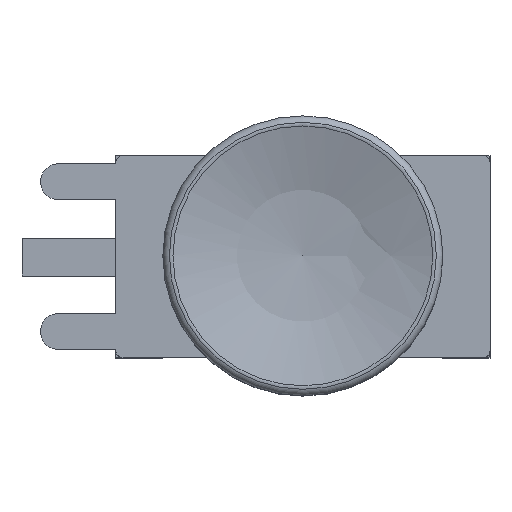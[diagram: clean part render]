
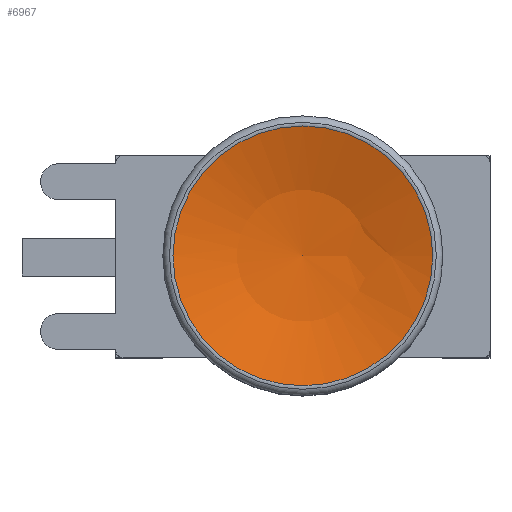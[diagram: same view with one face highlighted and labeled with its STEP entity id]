
A CAD part, top view. The second image highlights one B-rep face of the part: STEP entity #6967.
In plain terms, the highlighted spherical face has radius 12.85 mm.
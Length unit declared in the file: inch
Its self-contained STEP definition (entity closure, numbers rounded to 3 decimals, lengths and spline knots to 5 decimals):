
#90=SPHERICAL_SURFACE('',#7443,0.50591);
#398=FACE_OUTER_BOUND('',#797,.T.);
#797=EDGE_LOOP('',(#4814,#4815,#4816));
#2644=CIRCLE('',#7442,0.17352);
#2645=CIRCLE('',#7444,0.50591);
#2902=VERTEX_POINT('',#10165);
#2903=VERTEX_POINT('',#10169);
#3632=EDGE_CURVE('',#2902,#2902,#2644,.T.);
#3633=EDGE_CURVE('',#2902,#2903,#2645,.T.);
#4814=ORIENTED_EDGE('',*,*,#3632,.F.);
#4815=ORIENTED_EDGE('',*,*,#3633,.T.);
#4816=ORIENTED_EDGE('',*,*,#3633,.F.);
#6967=ADVANCED_FACE('',(#398),#90,.F.);
#7442=AXIS2_PLACEMENT_3D('',#10167,#8182,#8183);
#7443=AXIS2_PLACEMENT_3D('',#10168,#8184,#8185);
#7444=AXIS2_PLACEMENT_3D('',#10170,#8186,#8187);
#8182=DIRECTION('center_axis',(0.,0.,
-1.));
#8183=DIRECTION('ref_axis',(1.,0.,0.));
#8184=DIRECTION('center_axis',(0.,0.,
-1.));
#8185=DIRECTION('ref_axis',(-1.,0.,0.));
#8186=DIRECTION('center_axis',(0.,1.,0.));
#8187=DIRECTION('ref_axis',(1.,0.,0.));
#10165=CARTESIAN_POINT('',(0.17352,0.,1.0488));
#10167=CARTESIAN_POINT('Origin',(0.,0.,
1.0488));
#10168=CARTESIAN_POINT('Origin',(0.,0.,
1.52401));
#10169=CARTESIAN_POINT('',(0.,0.,1.01811));
#10170=CARTESIAN_POINT('Origin',(0.,0.,
1.52401));
